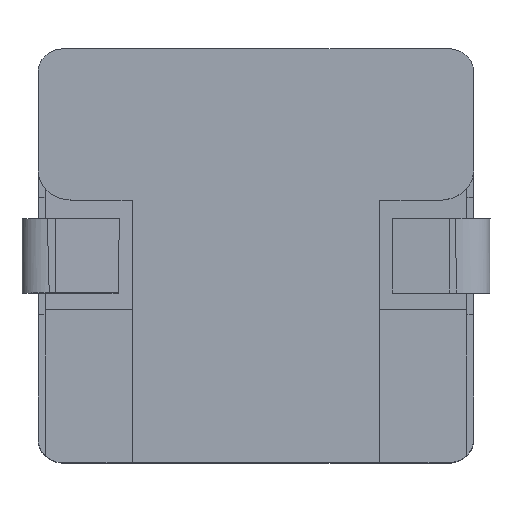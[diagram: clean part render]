
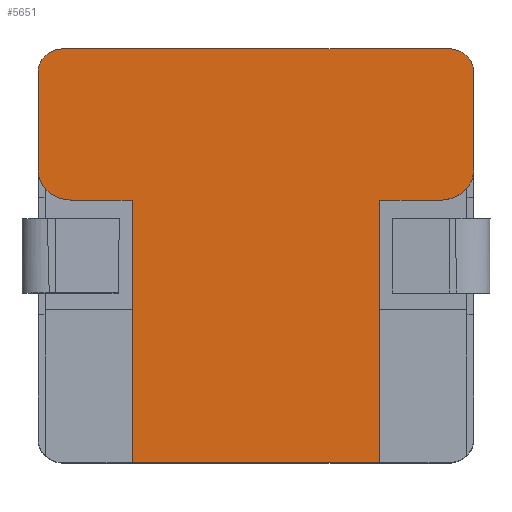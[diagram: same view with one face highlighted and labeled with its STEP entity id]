
A CAD part, top view. The second image highlights one B-rep face of the part: STEP entity #5651.
In plain terms, the highlighted planar face has unit normal (0, 0, 1).
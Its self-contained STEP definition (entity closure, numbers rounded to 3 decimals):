
#83=(
BOUNDED_CURVE()
B_SPLINE_CURVE(3,(#7791,#7792,#7793,#7794),.CIRCULAR_ARC.,.F.,.F.)
B_SPLINE_CURVE_WITH_KNOTS((4,4),(0.,1.),.UNSPECIFIED.)
CURVE()
GEOMETRIC_REPRESENTATION_ITEM()
RATIONAL_B_SPLINE_CURVE((1.,0.805,0.805,1.))
REPRESENTATION_ITEM('')
);
#90=(
BOUNDED_CURVE()
B_SPLINE_CURVE(3,(#7908,#7909,#7910,#7911),.CIRCULAR_ARC.,.F.,.F.)
B_SPLINE_CURVE_WITH_KNOTS((4,4),(0.,1.),.UNSPECIFIED.)
CURVE()
GEOMETRIC_REPRESENTATION_ITEM()
RATIONAL_B_SPLINE_CURVE((1.,0.805,0.805,1.))
REPRESENTATION_ITEM('')
);
#91=(
BOUNDED_CURVE()
B_SPLINE_CURVE(3,(#7915,#7916,#7917,#7918),.CIRCULAR_ARC.,.F.,.F.)
B_SPLINE_CURVE_WITH_KNOTS((4,4),(0.,1.),.UNSPECIFIED.)
CURVE()
GEOMETRIC_REPRESENTATION_ITEM()
RATIONAL_B_SPLINE_CURVE((1.,0.805,0.805,1.))
REPRESENTATION_ITEM('')
);
#92=(
BOUNDED_CURVE()
B_SPLINE_CURVE(3,(#7922,#7923,#7924,#7925),.CIRCULAR_ARC.,.F.,.F.)
B_SPLINE_CURVE_WITH_KNOTS((4,4),(0.,1.),.UNSPECIFIED.)
CURVE()
GEOMETRIC_REPRESENTATION_ITEM()
RATIONAL_B_SPLINE_CURVE((1.,0.805,0.805,1.))
REPRESENTATION_ITEM('')
);
#170=LINE('',#7638,#549);
#173=LINE('',#7644,#552);
#239=LINE('',#7842,#618);
#241=LINE('',#7846,#620);
#261=LINE('',#7913,#640);
#262=LINE('',#7920,#641);
#263=LINE('',#7927,#642);
#264=LINE('',#7928,#643);
#549=VECTOR('',#6108,1000.);
#552=VECTOR('',#6113,1000.);
#618=VECTOR('',#6205,1000.);
#620=VECTOR('',#6209,1000.);
#640=VECTOR('',#6245,1000.);
#641=VECTOR('',#6246,1000.);
#642=VECTOR('',#6247,1000.);
#643=VECTOR('',#6248,1000.);
#1237=ORIENTED_EDGE('',*,*,#2381,.F.);
#1238=ORIENTED_EDGE('',*,*,#2382,.T.);
#1239=ORIENTED_EDGE('',*,*,#2383,.F.);
#1240=ORIENTED_EDGE('',*,*,#2384,.T.);
#1241=ORIENTED_EDGE('',*,*,#2385,.F.);
#1242=ORIENTED_EDGE('',*,*,#2335,.F.);
#1243=ORIENTED_EDGE('',*,*,#2282,.F.);
#1244=ORIENTED_EDGE('',*,*,#2355,.F.);
#1245=ORIENTED_EDGE('',*,*,#2386,.F.);
#1246=ORIENTED_EDGE('',*,*,#2357,.F.);
#1247=ORIENTED_EDGE('',*,*,#2279,.F.);
#1248=ORIENTED_EDGE('',*,*,#2380,.F.);
#2279=EDGE_CURVE('',#2878,#2877,#170,.T.);
#2282=EDGE_CURVE('',#2880,#2879,#173,.T.);
#2335=EDGE_CURVE('',#2879,#2933,#83,.T.);
#2355=EDGE_CURVE('',#2945,#2880,#239,.T.);
#2357=EDGE_CURVE('',#2877,#2946,#241,.T.);
#2380=EDGE_CURVE('',#2958,#2878,#90,.T.);
#2381=EDGE_CURVE('',#2959,#2958,#261,.T.);
#2382=EDGE_CURVE('',#2959,#2960,#91,.T.);
#2383=EDGE_CURVE('',#2961,#2960,#262,.T.);
#2384=EDGE_CURVE('',#2961,#2962,#92,.T.);
#2385=EDGE_CURVE('',#2933,#2962,#263,.T.);
#2386=EDGE_CURVE('',#2946,#2945,#264,.T.);
#2877=VERTEX_POINT('',#7635);
#2878=VERTEX_POINT('',#7637);
#2879=VERTEX_POINT('',#7641);
#2880=VERTEX_POINT('',#7643);
#2933=VERTEX_POINT('',#7795);
#2945=VERTEX_POINT('',#7843);
#2946=VERTEX_POINT('',#7847);
#2958=VERTEX_POINT('',#7907);
#2959=VERTEX_POINT('',#7914);
#2960=VERTEX_POINT('',#7919);
#2961=VERTEX_POINT('',#7921);
#2962=VERTEX_POINT('',#7926);
#3372=EDGE_LOOP('',(#1237,#1238,#1239,#1240,#1241,#1242,#1243,#1244,#1245,
#1246,#1247,#1248));
#3624=FACE_BOUND('',#3372,.T.);
#3849=PLANE('',#5879);
#5651=ADVANCED_FACE('',(#3624),#3849,.F.);
#5879=AXIS2_PLACEMENT_3D('',#7912,#6243,#6244);
#6108=DIRECTION('',(-1.,0.,0.));
#6113=DIRECTION('',(-1.,0.,0.));
#6205=DIRECTION('',(0.,1.,0.));
#6209=DIRECTION('',(0.,-1.,0.));
#6243=DIRECTION('',(0.,0.,-1.));
#6244=DIRECTION('',(0.,1.,0.));
#6245=DIRECTION('',(0.,-1.,0.));
#6246=DIRECTION('',(1.,0.,0.));
#6247=DIRECTION('',(0.,1.,0.));
#6248=DIRECTION('',(-1.,0.,0.));
#7635=CARTESIAN_POINT('',(3.828,1.721,6.843));
#7637=CARTESIAN_POINT('',(5.679,1.721,6.843));
#7638=CARTESIAN_POINT('',(5.679,1.721,6.843));
#7641=CARTESIAN_POINT('',(-5.679,1.721,6.843));
#7643=CARTESIAN_POINT('',(-3.828,1.721,6.843));
#7644=CARTESIAN_POINT('',(-2.734,1.721,6.843));
#7791=CARTESIAN_POINT('',(-5.679,1.721,6.843));
#7792=CARTESIAN_POINT('',(-6.295,1.721,6.843));
#7793=CARTESIAN_POINT('',(-6.731,2.096,6.843));
#7794=CARTESIAN_POINT('',(-6.731,2.626,6.843));
#7795=CARTESIAN_POINT('',(-6.731,2.626,6.843));
#7842=CARTESIAN_POINT('',(-3.828,-5.796,6.843));
#7843=CARTESIAN_POINT('',(-3.828,-6.403,6.843));
#7846=CARTESIAN_POINT('',(3.828,1.721,6.843));
#7847=CARTESIAN_POINT('',(3.828,-6.403,6.843));
#7907=CARTESIAN_POINT('',(6.731,2.626,6.843));
#7908=CARTESIAN_POINT('',(6.731,2.626,6.843));
#7909=CARTESIAN_POINT('',(6.731,2.096,6.843));
#7910=CARTESIAN_POINT('',(6.295,1.721,6.843));
#7911=CARTESIAN_POINT('',(5.679,1.721,6.843));
#7912=CARTESIAN_POINT('',(-5.679,2.626,6.843));
#7913=CARTESIAN_POINT('',(6.731,2.626,6.843));
#7914=CARTESIAN_POINT('',(6.731,5.703,6.843));
#7915=CARTESIAN_POINT('',(6.731,5.703,6.843));
#7916=CARTESIAN_POINT('',(6.731,6.113,6.843));
#7917=CARTESIAN_POINT('',(6.405,6.403,6.843));
#7918=CARTESIAN_POINT('',(5.944,6.403,6.843));
#7919=CARTESIAN_POINT('',(5.944,6.403,6.843));
#7920=CARTESIAN_POINT('',(5.679,6.403,6.843));
#7921=CARTESIAN_POINT('',(-5.944,6.403,6.843));
#7922=CARTESIAN_POINT('',(-5.944,6.403,6.843));
#7923=CARTESIAN_POINT('',(-6.405,6.403,6.843));
#7924=CARTESIAN_POINT('',(-6.731,6.113,6.843));
#7925=CARTESIAN_POINT('',(-6.731,5.703,6.843));
#7926=CARTESIAN_POINT('',(-6.731,5.703,6.843));
#7927=CARTESIAN_POINT('',(-6.731,4.89,6.843));
#7928=CARTESIAN_POINT('',(-5.469,-6.403,6.843));
